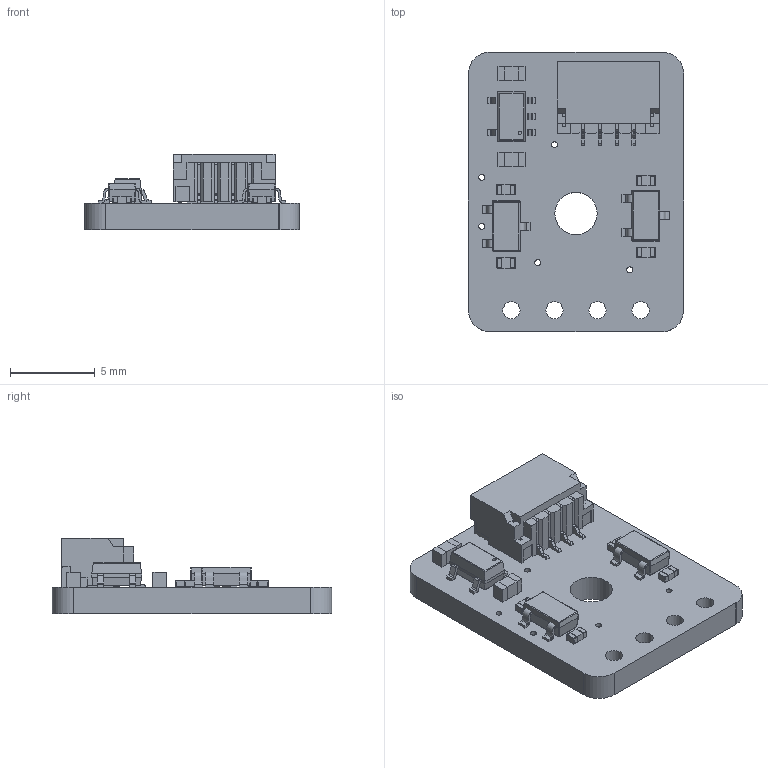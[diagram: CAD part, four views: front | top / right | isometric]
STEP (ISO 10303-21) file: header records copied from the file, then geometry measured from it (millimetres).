
FILE_DESCRIPTION(/* description */ (''),/* implementation_level */ '2;1');
FILE_NAME(/* name */ 'uSUP_logic_level_adapter v2.step',/* time_stamp */ '2023-08-22T15:43:05+02:00',/* author */ (''),/* organization */ (''),/* preprocessor_version */ 'ST-DEVELOPER v20',/* originating_system */ 'Autodesk Translation Framework v12.9.0.99',/* authorisation */ '');
FILE_SCHEMA (('AUTOMOTIVE_DESIGN { 1 0 10303 214 3 1 1 }'));
Length unit declared in the file: millimetre
Products named in the file (14): uSUP_logic_level_adapter; Board; Packages; LASKAKIT_HEART_3MM; LASKKIT_10MM_SILKSCREEN; USUP_4MM_SILKSCREEN; 1X04_1MM_RA; SOT23-5; Body; PinsArrayL; PinsArrayR; SOT23-3; C0603; R0402
Assembly tree (18 placements, depth 4):
  uSUP_logic_level_adapter
    Board
    Packages
      LASKAKIT_HEART_3MM
      LASKKIT_10MM_SILKSCREEN
      USUP_4MM_SILKSCREEN
      1X04_1MM_RA
      SOT23-5
        Body
        PinsArrayL
        PinsArrayR
      SOT23-3  x2
      C0603  x2
      R0402  x4
Bounding box: 12.7 x 16.51 x 4.47 mm (x, y, z)
Volume: 373.5 mm3; surface area: 836.2 mm2
Topology: 28 solids, 28 shells, 744 faces, 1796 edges, 1110 vertices
Faces by surface type: plane 439, cylinder 207, sphere 64, bspline 34
Full cylindrical faces by diameter (mm): 0.203 x1, 0.35 x8, 1.016 x4, 2.5 x1
Entity records: 16913 total; most frequent: CARTESIAN_POINT 3640, ORIENTED_EDGE 2638, DIRECTION 2557, EDGE_CURVE 1319, LINE 1067, VECTOR 1067, VERTEX_POINT 848, AXIS2_PLACEMENT_3D 745
